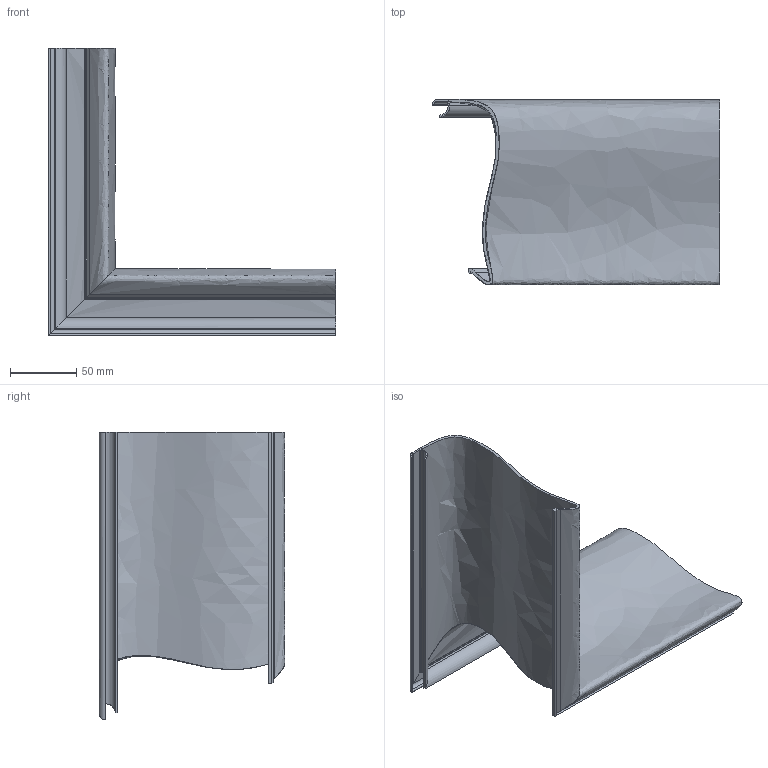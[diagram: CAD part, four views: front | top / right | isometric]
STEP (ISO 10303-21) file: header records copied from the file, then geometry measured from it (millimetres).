
FILE_DESCRIPTION (( 'STEP AP214' ), '1' );
FILE_NAME ('6115875.stp', '2016-06-21T09:20:45', ( '' ), ( '' ), 'SwSTEP 2.0', 'SolidWorks 2014', '' );
FILE_SCHEMA (( 'AUTOMOTIVE_DESIGN' ));
Length unit declared in the file: millimetre
Products named in the file (3): 047642_Standard; 6115875
Assembly tree (2 placements, depth 2):
  6115875
    047642_Standard
    047642_Standard
Bounding box: 216.81 x 139.7 x 216.8 mm (x, y, z)
Volume: 131270.5 mm3; surface area: 162147.6 mm2
Topology: 4 solids, 4 shells, 60 faces, 156 edges, 104 vertices
Faces by surface type: plane 38, cylinder 18, bspline 4
Entity records: 2782 total; most frequent: CARTESIAN_POINT 1243, ORIENTED_EDGE 312, DIRECTION 270, EDGE_CURVE 156, LINE 112, VECTOR 112, VERTEX_POINT 104, AXIS2_PLACEMENT_3D 79
